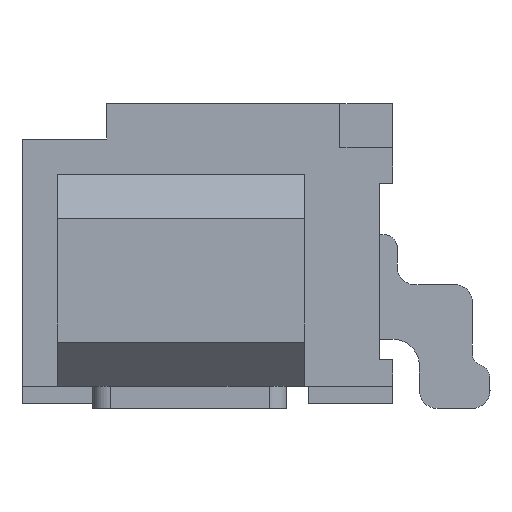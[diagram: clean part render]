
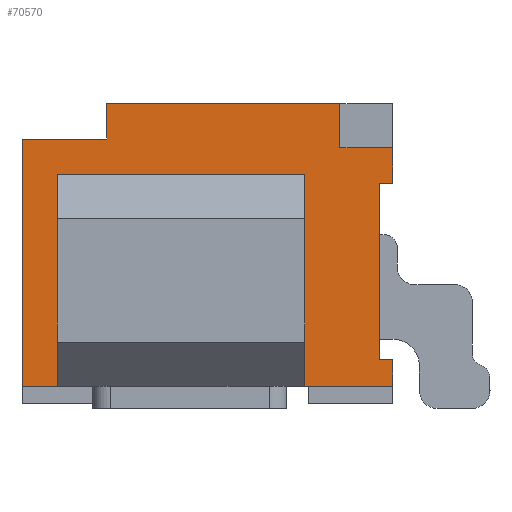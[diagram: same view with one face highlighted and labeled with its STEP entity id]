
A CAD part, left-side view. The second image highlights one B-rep face of the part: STEP entity #70570.
In plain terms, the highlighted planar face has unit normal (-1, 0, 0).
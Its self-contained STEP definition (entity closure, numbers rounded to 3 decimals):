
#31720=CARTESIAN_POINT('',(3.86,-1.81,3.2));
#31730=VERTEX_POINT('',#31720);
#31760=CARTESIAN_POINT('',(3.86,-2.41,3.2));
#31770=DIRECTION('',(0.,1.,0.));
#31780=VECTOR('',#31770,1.);
#31790=LINE('',#31760,#31780);
#31800=CARTESIAN_POINT('',(3.86,0.83,3.2));
#31810=VERTEX_POINT('',#31800);
#31820=EDGE_CURVE('',#31730,#31810,#31790,.T.);
#47670=CARTESIAN_POINT('',(3.86,1.79,0.));
#47680=VERTEX_POINT('',#47670);
#47710=CARTESIAN_POINT('',(3.86,-2.41,0.));
#47720=DIRECTION('',(0.,1.,0.));
#47730=VECTOR('',#47720,1.);
#47740=LINE('',#47710,#47730);
#47750=CARTESIAN_POINT('',(3.86,1.39,0.));
#47760=VERTEX_POINT('',#47750);
#47770=EDGE_CURVE('',#47760,#47680,#47740,.T.);
#48230=CARTESIAN_POINT('',(3.86,-1.41,0.));
#48240=VERTEX_POINT('',#48230);
#48270=CARTESIAN_POINT('',(3.86,0.,0.));
#48280=DIRECTION('',(0.,1.,0.));
#48290=VECTOR('',#48280,1.);
#48300=LINE('',#48270,#48290);
#48310=CARTESIAN_POINT('',(3.86,-2.41,0.));
#48320=VERTEX_POINT('',#48310);
#48330=EDGE_CURVE('',#48320,#48240,#48300,.T.);
#56210=CARTESIAN_POINT('',(3.86,0.,0.3));
#56220=DIRECTION('',(0.,1.,0.));
#56230=VECTOR('',#56220,1.);
#56240=LINE('',#56210,#56230);
#56250=CARTESIAN_POINT('',(3.86,-2.41,0.3));
#56260=VERTEX_POINT('',#56250);
#56270=CARTESIAN_POINT('',(3.86,-2.26,0.3));
#56280=VERTEX_POINT('',#56270);
#56290=EDGE_CURVE('',#56260,#56280,#56240,.T.);
#57040=CARTESIAN_POINT('',(3.86,-2.41,2.3));
#57050=VERTEX_POINT('',#57040);
#57080=CARTESIAN_POINT('',(3.86,-2.41,0.));
#57090=DIRECTION('',(0.,0.,1.));
#57100=VECTOR('',#57090,1.);
#57110=LINE('',#57080,#57100);
#57120=CARTESIAN_POINT('',(3.86,-2.41,2.7));
#57130=VERTEX_POINT('',#57120);
#57140=EDGE_CURVE('',#57050,#57130,#57110,.T.);
#69110=CARTESIAN_POINT('',(3.86,-2.26,2.3));
#69120=VERTEX_POINT('',#69110);
#69150=CARTESIAN_POINT('',(3.86,0.,2.3));
#69160=DIRECTION('',(0.,-1.,0.));
#69170=VECTOR('',#69160,1.);
#69180=LINE('',#69150,#69170);
#69190=EDGE_CURVE('',#69120,#57050,#69180,.T.);
#69540=CARTESIAN_POINT('',(3.86,0.,2.7));
#69550=DIRECTION('',(0.,1.,0.));
#69560=VECTOR('',#69550,1.);
#69570=LINE('',#69540,#69560);
#69580=CARTESIAN_POINT('',(3.86,-1.81,2.7));
#69590=VERTEX_POINT('',#69580);
#69600=EDGE_CURVE('',#57130,#69590,#69570,.T.);
#69730=CARTESIAN_POINT('',(3.86,-2.41,0.));
#69740=DIRECTION('',(-1.,0.,0.));
#69750=DIRECTION('',(0.,1.,0.));
#69760=AXIS2_PLACEMENT_3D('',#69730,#69740,#69750);
#69770=PLANE('',#69760);
#69780=CARTESIAN_POINT('',(3.86,-1.41,0.));
#69790=DIRECTION('',(0.,0.,-1.));
#69800=VECTOR('',#69790,1.);
#69810=LINE('',#69780,#69800);
#69820=CARTESIAN_POINT('',(3.86,-1.41,2.4));
#69830=VERTEX_POINT('',#69820);
#69840=CARTESIAN_POINT('',(3.86,-1.41,1.47));
#69850=VERTEX_POINT('',#69840);
#69860=EDGE_CURVE('',#69830,#69850,#69810,.T.);
#69870=ORIENTED_EDGE('',*,*,#69860,.T.);
#69880=CARTESIAN_POINT('',(3.86,-0.01,2.4));
#69890=DIRECTION('',(0.,-1.,0.));
#69900=VECTOR('',#69890,1.);
#69910=LINE('',#69880,#69900);
#69920=CARTESIAN_POINT('',(3.86,1.39,2.4));
#69930=VERTEX_POINT('',#69920);
#69940=EDGE_CURVE('',#69930,#69830,#69910,.T.);
#69950=ORIENTED_EDGE('',*,*,#69940,.T.);
#69960=CARTESIAN_POINT('',(3.86,1.39,0.));
#69970=DIRECTION('',(0.,0.,-1.));
#69980=VECTOR('',#69970,1.);
#69990=LINE('',#69960,#69980);
#70000=EDGE_CURVE('',#69930,#47760,#69990,.T.);
#70010=ORIENTED_EDGE('',*,*,#70000,.F.);
#70020=ORIENTED_EDGE('',*,*,#47770,.F.);
#70030=CARTESIAN_POINT('',(3.86,1.79,0.));
#70040=DIRECTION('',(0.,0.,1.));
#70050=VECTOR('',#70040,1.);
#70060=LINE('',#70030,#70050);
#70070=CARTESIAN_POINT('',(3.86,1.79,2.8));
#70080=VERTEX_POINT('',#70070);
#70090=EDGE_CURVE('',#47680,#70080,#70060,.T.);
#70100=ORIENTED_EDGE('',*,*,#70090,.F.);
#70110=CARTESIAN_POINT('',(3.86,0.,2.8));
#70120=DIRECTION('',(0.,1.,0.));
#70130=VECTOR('',#70120,1.);
#70140=LINE('',#70110,#70130);
#70150=CARTESIAN_POINT('',(3.86,0.83,2.8));
#70160=VERTEX_POINT('',#70150);
#70170=EDGE_CURVE('',#70160,#70080,#70140,.T.);
#70180=ORIENTED_EDGE('',*,*,#70170,.T.);
#70190=CARTESIAN_POINT('',(3.86,0.83,0.));
#70200=DIRECTION('',(0.,0.,-1.));
#70210=VECTOR('',#70200,1.);
#70220=LINE('',#70190,#70210);
#70230=EDGE_CURVE('',#31810,#70160,#70220,.T.);
#70240=ORIENTED_EDGE('',*,*,#70230,.T.);
#70250=ORIENTED_EDGE('',*,*,#31820,.T.);
#70260=CARTESIAN_POINT('',(3.86,-1.81,0.));
#70270=DIRECTION('',(0.,0.,1.));
#70280=VECTOR('',#70270,1.);
#70290=LINE('',#70260,#70280);
#70300=EDGE_CURVE('',#69590,#31730,#70290,.T.);
#70310=ORIENTED_EDGE('',*,*,#70300,.T.);
#70320=ORIENTED_EDGE('',*,*,#69600,.T.);
#70330=ORIENTED_EDGE('',*,*,#57140,.T.);
#70340=ORIENTED_EDGE('',*,*,#69190,.T.);
#70350=CARTESIAN_POINT('',(3.86,-2.26,0.));
#70360=DIRECTION('',(0.,0.,1.));
#70370=VECTOR('',#70360,1.);
#70380=LINE('',#70350,#70370);
#70390=EDGE_CURVE('',#56280,#69120,#70380,.T.);
#70400=ORIENTED_EDGE('',*,*,#70390,.T.);
#70410=ORIENTED_EDGE('',*,*,#56290,.T.);
#70420=CARTESIAN_POINT('',(3.86,-2.41,0.));
#70430=DIRECTION('',(0.,0.,-1.));
#70440=VECTOR('',#70430,1.);
#70450=LINE('',#70420,#70440);
#70460=EDGE_CURVE('',#56260,#48320,#70450,.T.);
#70470=ORIENTED_EDGE('',*,*,#70460,.F.);
#70480=ORIENTED_EDGE('',*,*,#48330,.F.);
#70490=CARTESIAN_POINT('',(3.86,-1.41,0.));
#70500=DIRECTION('',(0.,0.,-1.));
#70510=VECTOR('',#70500,1.);
#70520=LINE('',#70490,#70510);
#70530=EDGE_CURVE('',#69850,#48240,#70520,.T.);
#70540=ORIENTED_EDGE('',*,*,#70530,.T.);
#70550=EDGE_LOOP('',(#70540,#70480,#70470,#70410,#70400,#70340,#70330,
#70320,#70310,#70250,#70240,#70180,#70100,#70020,#70010,#69950,#69870));
#70560=FACE_OUTER_BOUND('',#70550,.T.);
#70570=ADVANCED_FACE('',(#70560),#69770,.T.);
